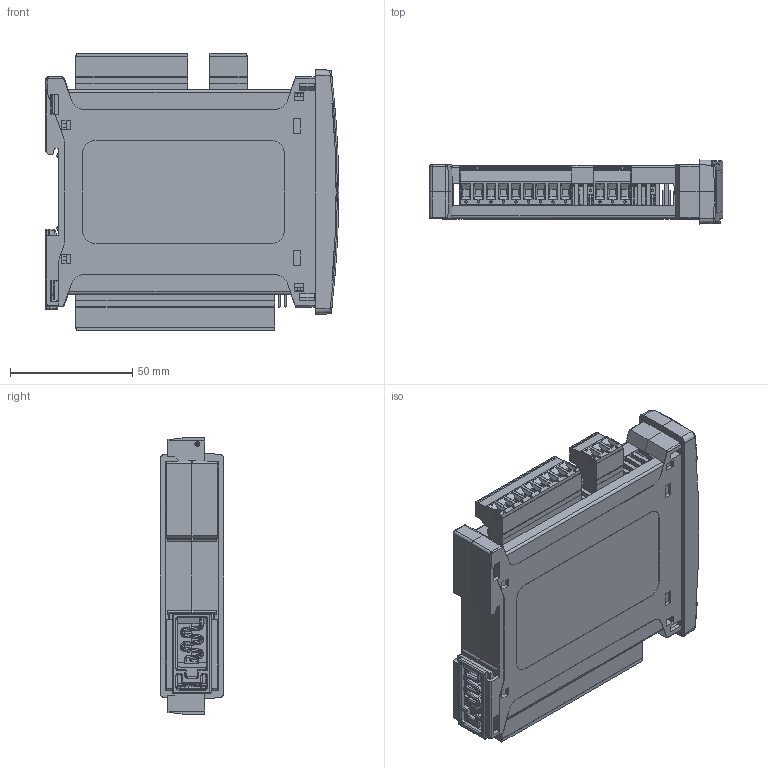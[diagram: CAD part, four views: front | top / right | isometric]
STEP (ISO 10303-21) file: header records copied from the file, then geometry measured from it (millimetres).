
FILE_DESCRIPTION (( 'STEP AP214' ), '1' );
FILE_NAME ('TLB4.STEP', '2024-11-05T14:29:43', ( '' ), ( '' ), 'SwSTEP 2.0', 'SolidWorks 2021', '' );
FILE_SCHEMA (( 'AUTOMOTIVE_DESIGN' ));
Length unit declared in the file: inch
Products named in the file (1): TLB4
Bounding box: 119.86 x 26 x 113.5 mm (x, y, z)
Volume: 85566.7 mm3; surface area: 111550.5 mm2
Topology: 21 solids, 21 shells, 6235 faces, 16345 edges, 10421 vertices
Faces by surface type: plane 3961, cylinder 1607, cone 303, torus 256, bspline 66, sphere 42
Entity records: 198322 total; most frequent: CARTESIAN_POINT 44866, ORIENTED_EDGE 32672, DIRECTION 30883, EDGE_CURVE 16336, LINE 11195, VECTOR 11195, VERTEX_POINT 10419, AXIS2_PLACEMENT_3D 9844
